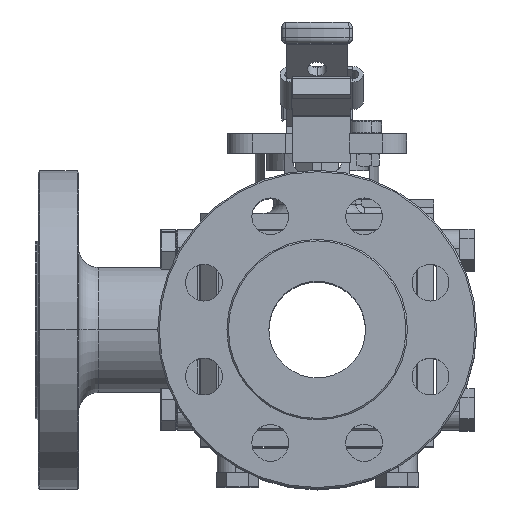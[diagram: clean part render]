
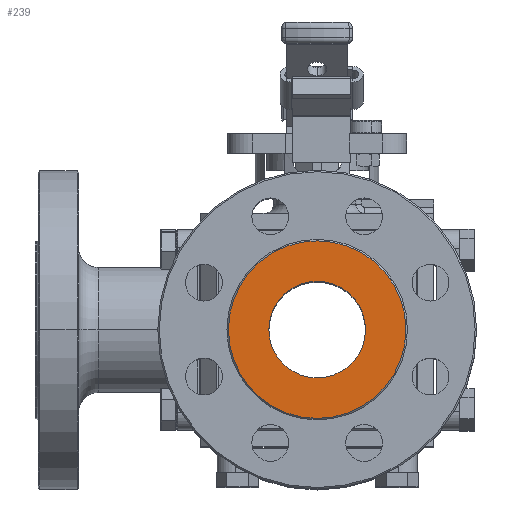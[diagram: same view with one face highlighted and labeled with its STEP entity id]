
A CAD part, top view. The second image highlights one B-rep face of the part: STEP entity #239.
In plain terms, the highlighted planar face has unit normal (0, 0, 1).
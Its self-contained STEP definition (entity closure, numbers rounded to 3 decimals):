
#235 = ORIENTED_EDGE ( 'NONE', *, *, #18938, .T. ) ;
#239 = ADVANCED_FACE ( 'NONE', ( #1260, #13915 ), #1575, .T. ) ;
#1195 = AXIS2_PLACEMENT_3D ( 'NONE', #7542, #14806, #2788 ) ;
#1260 = FACE_BOUND ( 'NONE', #11394, .T. ) ;
#1396 = EDGE_CURVE ( 'NONE', #8266, #3587, #18767, .T. ) ;
#1575 = PLANE ( 'NONE',  #23912 ) ;
#1751 = CARTESIAN_POINT ( 'NONE',  ( -45.974, 0., 145.034 ) ) ;
#2361 = DIRECTION ( 'NONE',  ( -1., 0., 0. ) ) ;
#2513 = CARTESIAN_POINT ( 'NONE',  ( -25.019, 0., 145.034 ) ) ;
#2788 = DIRECTION ( 'NONE',  ( 1., 0., 0. ) ) ;
#3225 = ORIENTED_EDGE ( 'NONE', *, *, #25607, .T. ) ;
#3587 = VERTEX_POINT ( 'NONE', #10093 ) ;
#6906 = VERTEX_POINT ( 'NONE', #18970 ) ;
#7542 = CARTESIAN_POINT ( 'NONE',  ( 0., 0., 145.034 ) ) ;
#8266 = VERTEX_POINT ( 'NONE', #2513 ) ;
#8688 = EDGE_CURVE ( 'NONE', #3587, #8266, #12321, .T. ) ;
#10093 = CARTESIAN_POINT ( 'NONE',  ( 25.019, 0., 145.034 ) ) ;
#10321 = DIRECTION ( 'NONE',  ( 0., 0., -1. ) ) ;
#11394 = EDGE_LOOP ( 'NONE', ( #30794, #30285 ) ) ;
#12321 = CIRCLE ( 'NONE', #1195, 25.019 ) ;
#12514 = CARTESIAN_POINT ( 'NONE',  ( 0., 0., 145.034 ) ) ;
#12662 = DIRECTION ( 'NONE',  ( 0., 0., 1. ) ) ;
#13016 = CARTESIAN_POINT ( 'NONE',  ( 0., 0., 145.034 ) ) ;
#13915 = FACE_OUTER_BOUND ( 'NONE', #22742, .T. ) ;
#14806 = DIRECTION ( 'NONE',  ( 0., 0., -1. ) ) ;
#18767 = CIRCLE ( 'NONE', #22357, 25.019 ) ;
#18938 = EDGE_CURVE ( 'NONE', #26387, #6906, #20460, .T. ) ;
#18970 = CARTESIAN_POINT ( 'NONE',  ( 45.974, 0., 145.034 ) ) ;
#19812 = DIRECTION ( 'NONE',  ( -1., 0., 0. ) ) ;
#20015 = DIRECTION ( 'NONE',  ( 1., 0., 0. ) ) ;
#20460 = CIRCLE ( 'NONE', #24045, 45.974 ) ;
#21107 = CIRCLE ( 'NONE', #29796, 45.974 ) ;
#22357 = AXIS2_PLACEMENT_3D ( 'NONE', #13016, #10321, #20015 ) ;
#22742 = EDGE_LOOP ( 'NONE', ( #3225, #235 ) ) ;
#23627 = DIRECTION ( 'NONE',  ( 0., 0., 1. ) ) ;
#23912 = AXIS2_PLACEMENT_3D ( 'NONE', #28252, #23627, #2361 ) ;
#24045 = AXIS2_PLACEMENT_3D ( 'NONE', #12514, #12662, #19812 ) ;
#24602 = DIRECTION ( 'NONE',  ( 0., 0., 1. ) ) ;
#25607 = EDGE_CURVE ( 'NONE', #6906, #26387, #21107, .T. ) ;
#26387 = VERTEX_POINT ( 'NONE', #1751 ) ;
#26839 = CARTESIAN_POINT ( 'NONE',  ( 0., 0., 145.034 ) ) ;
#27001 = DIRECTION ( 'NONE',  ( -1., 0., 0. ) ) ;
#28252 = CARTESIAN_POINT ( 'NONE',  ( 0., 0., 145.034 ) ) ;
#29796 = AXIS2_PLACEMENT_3D ( 'NONE', #26839, #24602, #27001 ) ;
#30285 = ORIENTED_EDGE ( 'NONE', *, *, #1396, .T. ) ;
#30794 = ORIENTED_EDGE ( 'NONE', *, *, #8688, .T. ) ;
